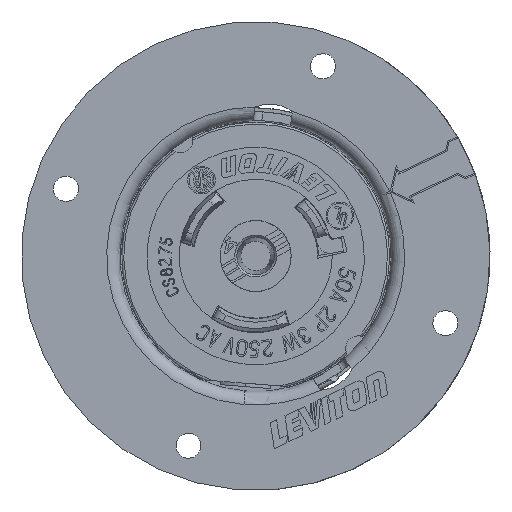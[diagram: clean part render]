
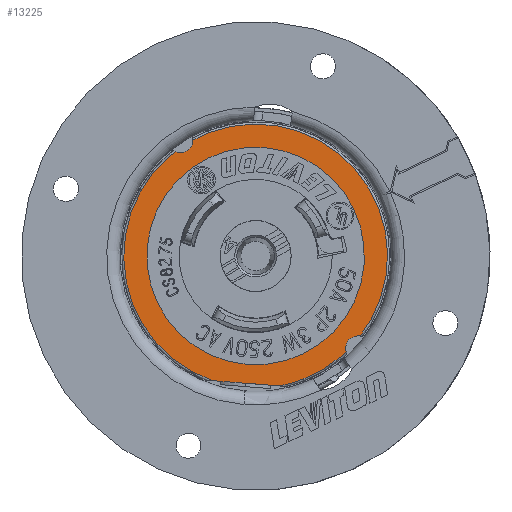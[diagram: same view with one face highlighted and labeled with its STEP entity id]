
A CAD part, left-side view. The second image highlights one B-rep face of the part: STEP entity #13225.
In plain terms, the highlighted planar face has unit normal (-1, 0, 0).
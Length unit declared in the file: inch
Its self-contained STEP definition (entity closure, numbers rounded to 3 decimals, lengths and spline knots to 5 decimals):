
#544 = DIRECTION ( 'NONE',  ( -1., 0., 0. ) ) ;
#1431 = EDGE_CURVE ( 'NONE', #42554, #29560, #21725, .T. ) ;
#1871 = EDGE_LOOP ( 'NONE', ( #8044, #28542, #44792, #33108, #43917, #36774 ) ) ;
#1876 = CARTESIAN_POINT ( 'NONE',  ( 0., 0.20466, -0.9431 ) ) ;
#3085 = CARTESIAN_POINT ( 'NONE',  ( 0., 0., -0.00326 ) ) ;
#4605 = CARTESIAN_POINT ( 'NONE',  ( 0., 0.80174, 0.54776 ) ) ;
#5326 = CARTESIAN_POINT ( 'NONE',  ( 0., -0.37838, -0.98898 ) ) ;
#5591 = VERTEX_POINT ( 'NONE', #7602 ) ;
#6195 = CARTESIAN_POINT ( 'NONE',  ( 0., -0.35299, -0.92283 ) ) ;
#6668 = EDGE_CURVE ( 'NONE', #37585, #24859, #36365, .T. ) ;
#7324 = AXIS2_PLACEMENT_3D ( 'NONE', #26450, #13124, #20056 ) ;
#7602 = CARTESIAN_POINT ( 'NONE',  ( 0., 0.45992, -0.67245 ) ) ;
#8044 = ORIENTED_EDGE ( 'NONE', *, *, #21110, .T. ) ;
#8253 = DIRECTION ( 'NONE',  ( -1., 0., 0. ) ) ;
#9401 = CARTESIAN_POINT ( 'NONE',  ( 0., 0., -0.00326 ) ) ;
#9550 = DIRECTION ( 'NONE',  ( -1., 0., 0. ) ) ;
#9633 = DIRECTION ( 'NONE',  ( 0., 0.566, -0.824 ) ) ;
#10027 = EDGE_CURVE ( 'NONE', #5591, #25622, #27011, .T. ) ;
#10376 = VECTOR ( 'NONE', #34737, 39.37008 ) ;
#11516 = AXIS2_PLACEMENT_3D ( 'NONE', #34703, #9550, #41134 ) ;
#11822 = ORIENTED_EDGE ( 'NONE', *, *, #10027, .F. ) ;
#13124 = DIRECTION ( 'NONE',  ( -1., 0., 0. ) ) ;
#13225 = ADVANCED_FACE ( 'NONE', ( #29793, #43753 ), #39867, .T. ) ;
#13272 = CARTESIAN_POINT ( 'NONE',  ( 0., -0.17349, -0.97286 ) ) ;
#14294 = DIRECTION ( 'NONE',  ( 0., -0.358, -0.934 ) ) ;
#14996 = DIRECTION ( 'NONE',  ( 0., 0.997, 0.078 ) ) ;
#16314 = ORIENTED_EDGE ( 'NONE', *, *, #16436, .F. ) ;
#16436 = EDGE_CURVE ( 'NONE', #25622, #5591, #24947, .T. ) ;
#16668 = DIRECTION ( 'NONE',  ( -1., 0., 0. ) ) ;
#17143 = DIRECTION ( 'NONE',  ( 0., -0.358, -0.934 ) ) ;
#18048 = CARTESIAN_POINT ( 'NONE',  ( 0., 0., -0.00326 ) ) ;
#18101 = CARTESIAN_POINT ( 'NONE',  ( 0., -0.37838, -0.98898 ) ) ;
#19731 = AXIS2_PLACEMENT_3D ( 'NONE', #9401, #33897, #9633 ) ;
#19955 = AXIS2_PLACEMENT_3D ( 'NONE', #3085, #16668, #17143 ) ;
#20056 = DIRECTION ( 'NONE',  ( 0., 0.566, -0.824 ) ) ;
#20857 = CARTESIAN_POINT ( 'NONE',  ( 0., -0.37838, -0.98898 ) ) ;
#21110 = EDGE_CURVE ( 'NONE', #23128, #29560, #39645, .T. ) ;
#21725 = LINE ( 'NONE', #18101, #25492 ) ;
#23128 = VERTEX_POINT ( 'NONE', #44154 ) ;
#24629 = AXIS2_PLACEMENT_3D ( 'NONE', #18048, #544, #14294 ) ;
#24859 = VERTEX_POINT ( 'NONE', #6195 ) ;
#24947 = CIRCLE ( 'NONE', #7324, 0.812 ) ;
#25492 = VECTOR ( 'NONE', #42550, 39.37008 ) ;
#25622 = VERTEX_POINT ( 'NONE', #27649 ) ;
#25884 = EDGE_CURVE ( 'NONE', #24859, #23128, #44363, .T. ) ;
#26450 = CARTESIAN_POINT ( 'NONE',  ( 0., 0., -0.00326 ) ) ;
#27011 = CIRCLE ( 'NONE', #19731, 0.812 ) ;
#27649 = CARTESIAN_POINT ( 'NONE',  ( 0., -0.45992, 0.66593 ) ) ;
#28542 = ORIENTED_EDGE ( 'NONE', *, *, #1431, .F. ) ;
#28785 = VERTEX_POINT ( 'NONE', #41083 ) ;
#29505 = EDGE_CURVE ( 'NONE', #42554, #28785, #37342, .T. ) ;
#29560 = VERTEX_POINT ( 'NONE', #39102 ) ;
#29793 = FACE_BOUND ( 'NONE', #41281, .T. ) ;
#33108 = ORIENTED_EDGE ( 'NONE', *, *, #42513, .F. ) ;
#33228 = DIRECTION ( 'NONE',  ( 0., -0.358, -0.934 ) ) ;
#33897 = DIRECTION ( 'NONE',  ( -1., 0., 0. ) ) ;
#34703 = CARTESIAN_POINT ( 'NONE',  ( 0., 0., -0.00326 ) ) ;
#34737 = DIRECTION ( 'NONE',  ( 0., -0.997, -0.078 ) ) ;
#36365 = CIRCLE ( 'NONE', #11516, 0.985 ) ;
#36774 = ORIENTED_EDGE ( 'NONE', *, *, #25884, .T. ) ;
#37342 = LINE ( 'NONE', #20857, #10376 ) ;
#37585 = VERTEX_POINT ( 'NONE', #13272 ) ;
#39102 = CARTESIAN_POINT ( 'NONE',  ( 0., 0.32303, -0.93378 ) ) ;
#39645 = CIRCLE ( 'NONE', #19955, 0.985 ) ;
#39867 = PLANE ( 'NONE',  #42860 ) ;
#41083 = CARTESIAN_POINT ( 'NONE',  ( 0., -0.05512, -0.96354 ) ) ;
#41134 = DIRECTION ( 'NONE',  ( 0., -0.358, -0.934 ) ) ;
#41281 = EDGE_LOOP ( 'NONE', ( #16314, #11822 ) ) ;
#41868 = VECTOR ( 'NONE', #14996, 39.37008 ) ;
#42513 = EDGE_CURVE ( 'NONE', #37585, #28785, #43168, .T. ) ;
#42550 = DIRECTION ( 'NONE',  ( 0., 0.997, 0.078 ) ) ;
#42554 = VERTEX_POINT ( 'NONE', #1876 ) ;
#42860 = AXIS2_PLACEMENT_3D ( 'NONE', #4605, #8253, #33228 ) ;
#43168 = LINE ( 'NONE', #5326, #41868 ) ;
#43753 = FACE_OUTER_BOUND ( 'NONE', #1871, .T. ) ;
#43917 = ORIENTED_EDGE ( 'NONE', *, *, #6668, .T. ) ;
#44154 = CARTESIAN_POINT ( 'NONE',  ( 0., 0.35299, 0.91632 ) ) ;
#44363 = CIRCLE ( 'NONE', #24629, 0.985 ) ;
#44792 = ORIENTED_EDGE ( 'NONE', *, *, #29505, .T. ) ;
